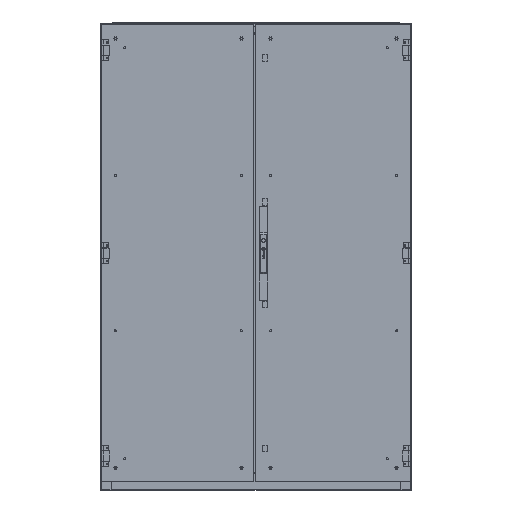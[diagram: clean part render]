
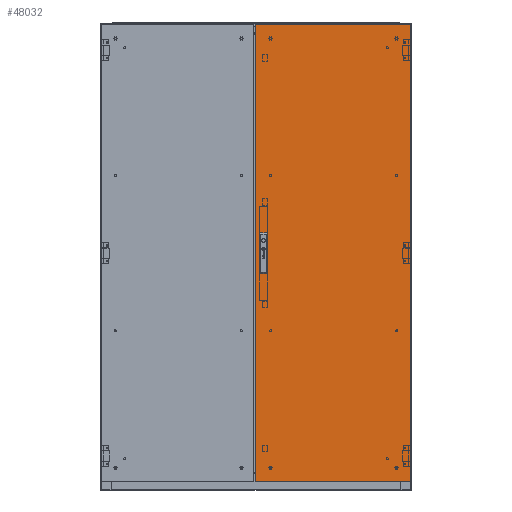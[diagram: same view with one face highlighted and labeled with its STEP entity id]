
A CAD part, top view. The second image highlights one B-rep face of the part: STEP entity #48032.
In plain terms, the highlighted planar face has unit normal (0, 0, 1).
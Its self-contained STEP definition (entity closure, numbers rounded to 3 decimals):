
#122 = LINE ( 'NONE', #102148, #102279 ) ;
#3016 = PLANE ( 'NONE',  #99220 ) ;
#4844 = CARTESIAN_POINT ( 'NONE',  ( -300., -883.5, 0. ) ) ;
#6140 = CARTESIAN_POINT ( 'NONE',  ( -252.8, 78.5, 0. ) ) ;
#10418 = CARTESIAN_POINT ( 'NONE',  ( 300., 883.5, 0. ) ) ;
#14299 = VECTOR ( 'NONE', #40450, 1000. ) ;
#14529 = DIRECTION ( 'NONE',  ( 0., 0., 1. ) ) ;
#15405 = DIRECTION ( 'NONE',  ( 0., -1., 0. ) ) ;
#15811 = EDGE_CURVE ( 'NONE', #130992, #67959, #109491, .T. ) ;
#16025 = DIRECTION ( 'NONE',  ( -1., 0., 0. ) ) ;
#18669 = LINE ( 'NONE', #72442, #45451 ) ;
#19433 = VERTEX_POINT ( 'NONE', #115801 ) ;
#20048 = EDGE_CURVE ( 'NONE', #67959, #61091, #122, .T. ) ;
#20919 = VECTOR ( 'NONE', #34915, 1000. ) ;
#21896 = ORIENTED_EDGE ( 'NONE', *, *, #56490, .T. ) ;
#27826 = ORIENTED_EDGE ( 'NONE', *, *, #66088, .T. ) ;
#32768 = EDGE_LOOP ( 'NONE', ( #43411, #21896, #49901, #36621 ) ) ;
#32992 = LINE ( 'NONE', #37491, #90292 ) ;
#34915 = DIRECTION ( 'NONE',  ( 1., 0., 0. ) ) ;
#36621 = ORIENTED_EDGE ( 'NONE', *, *, #105896, .F. ) ;
#37491 = CARTESIAN_POINT ( 'NONE',  ( -252.8, 0., 0. ) ) ;
#37822 = FACE_OUTER_BOUND ( 'NONE', #60011, .T. ) ;
#38560 = EDGE_CURVE ( 'NONE', #100715, #19433, #18669, .T. ) ;
#40230 = VECTOR ( 'NONE', #66400, 1000. ) ;
#40450 = DIRECTION ( 'NONE',  ( 0., 1., 0. ) ) ;
#43411 = ORIENTED_EDGE ( 'NONE', *, *, #38560, .F. ) ;
#44603 = DIRECTION ( 'NONE',  ( 0., -1., 0. ) ) ;
#44980 = VECTOR ( 'NONE', #16025, 1000. ) ;
#45451 = VECTOR ( 'NONE', #15405, 1000. ) ;
#47592 = VERTEX_POINT ( 'NONE', #6140 ) ;
#48032 = ADVANCED_FACE ( 'NONE', ( #37822, #64694 ), #3016, .T. ) ;
#49901 = ORIENTED_EDGE ( 'NONE', *, *, #80263, .T. ) ;
#56490 = EDGE_CURVE ( 'NONE', #100715, #47592, #101088, .T. ) ;
#60011 = EDGE_LOOP ( 'NONE', ( #91785, #96157, #135541, #27826 ) ) ;
#61091 = VERTEX_POINT ( 'NONE', #4844 ) ;
#64694 = FACE_BOUND ( 'NONE', #32768, .T. ) ;
#66088 = EDGE_CURVE ( 'NONE', #61091, #68860, #85398, .T. ) ;
#66400 = DIRECTION ( 'NONE',  ( 1., 0., 0. ) ) ;
#67959 = VERTEX_POINT ( 'NONE', #114421 ) ;
#68860 = VERTEX_POINT ( 'NONE', #97698 ) ;
#70025 = CARTESIAN_POINT ( 'NONE',  ( -283.2, -78.5, 0. ) ) ;
#72442 = CARTESIAN_POINT ( 'NONE',  ( -283.2, 0., 0. ) ) ;
#77670 = VECTOR ( 'NONE', #139156, 1000. ) ;
#80008 = CARTESIAN_POINT ( 'NONE',  ( -300., -883.5, 0. ) ) ;
#80263 = EDGE_CURVE ( 'NONE', #47592, #87268, #32992, .T. ) ;
#85398 = LINE ( 'NONE', #80008, #20919 ) ;
#87268 = VERTEX_POINT ( 'NONE', #123082 ) ;
#90292 = VECTOR ( 'NONE', #94573, 1000. ) ;
#90953 = EDGE_CURVE ( 'NONE', #68860, #130992, #136131, .T. ) ;
#91785 = ORIENTED_EDGE ( 'NONE', *, *, #90953, .T. ) ;
#94471 = CARTESIAN_POINT ( 'NONE',  ( -283.2, 78.5, 0. ) ) ;
#94573 = DIRECTION ( 'NONE',  ( 0., -1., 0. ) ) ;
#94662 = DIRECTION ( 'NONE',  ( 1., 0., 0. ) ) ;
#96103 = CARTESIAN_POINT ( 'NONE',  ( -300., 883.5, 0. ) ) ;
#96157 = ORIENTED_EDGE ( 'NONE', *, *, #15811, .T. ) ;
#97698 = CARTESIAN_POINT ( 'NONE',  ( 300., -883.5, 0. ) ) ;
#99220 = AXIS2_PLACEMENT_3D ( 'NONE', #117105, #14529, #94662 ) ;
#100715 = VERTEX_POINT ( 'NONE', #94471 ) ;
#101088 = LINE ( 'NONE', #110946, #40230 ) ;
#102148 = CARTESIAN_POINT ( 'NONE',  ( -300., 883.5, 0. ) ) ;
#102279 = VECTOR ( 'NONE', #44603, 1000. ) ;
#105896 = EDGE_CURVE ( 'NONE', #19433, #87268, #108104, .T. ) ;
#108104 = LINE ( 'NONE', #70025, #77670 ) ;
#109491 = LINE ( 'NONE', #96103, #44980 ) ;
#110946 = CARTESIAN_POINT ( 'NONE',  ( -283.2, 78.5, 0. ) ) ;
#114421 = CARTESIAN_POINT ( 'NONE',  ( -300., 883.5, 0. ) ) ;
#115801 = CARTESIAN_POINT ( 'NONE',  ( -283.2, -78.5, 0. ) ) ;
#117105 = CARTESIAN_POINT ( 'NONE',  ( 0., 0., 0. ) ) ;
#120533 = CARTESIAN_POINT ( 'NONE',  ( 300., 883.5, 0. ) ) ;
#123082 = CARTESIAN_POINT ( 'NONE',  ( -252.8, -78.5, 0. ) ) ;
#130992 = VERTEX_POINT ( 'NONE', #10418 ) ;
#135541 = ORIENTED_EDGE ( 'NONE', *, *, #20048, .T. ) ;
#136131 = LINE ( 'NONE', #120533, #14299 ) ;
#139156 = DIRECTION ( 'NONE',  ( 1., 0., 0. ) ) ;
